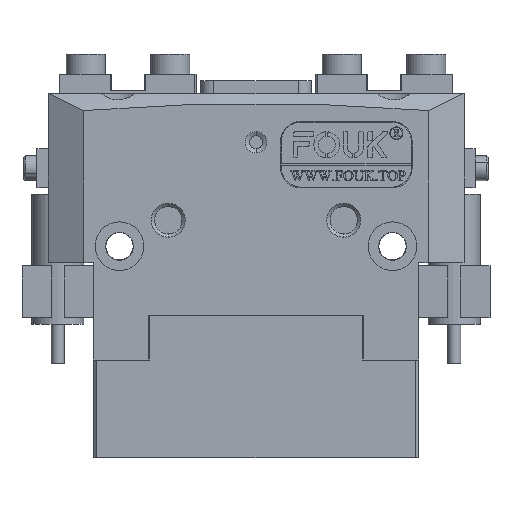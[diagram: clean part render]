
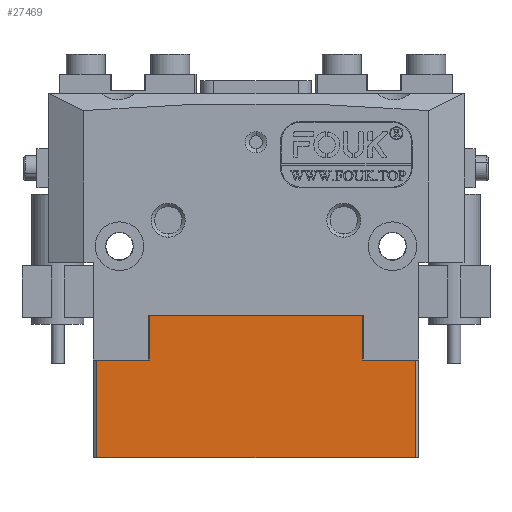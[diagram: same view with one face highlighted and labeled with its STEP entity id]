
A CAD part, front view. The second image highlights one B-rep face of the part: STEP entity #27469.
In plain terms, the highlighted planar face has unit normal (0, -1, 0).
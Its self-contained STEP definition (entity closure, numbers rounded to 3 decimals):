
#138 = VECTOR ( 'NONE', #34631, 1000. ) ;
#657 = VERTEX_POINT ( 'NONE', #4766 ) ;
#984 = VERTEX_POINT ( 'NONE', #8380 ) ;
#1011 = ORIENTED_EDGE ( 'NONE', *, *, #6212, .T. ) ;
#1335 = CARTESIAN_POINT ( 'NONE',  ( -29.534, -15.445, 51.206 ) ) ;
#1944 = VECTOR ( 'NONE', #7420, 1000. ) ;
#2185 = DIRECTION ( 'NONE',  ( 1., 0., 0. ) ) ;
#2348 = ORIENTED_EDGE ( 'NONE', *, *, #22341, .T. ) ;
#3784 = DIRECTION ( 'NONE',  ( 0., 0., 1. ) ) ;
#4472 = LINE ( 'NONE', #15007, #20615 ) ;
#4766 = CARTESIAN_POINT ( 'NONE',  ( -29.034, -15.445, 44.406 ) ) ;
#4925 = DIRECTION ( 'NONE',  ( 0., 0., 1. ) ) ;
#4947 = DIRECTION ( 'NONE',  ( 0., 0., -1. ) ) ;
#5199 = VERTEX_POINT ( 'NONE', #28925 ) ;
#6212 = EDGE_CURVE ( 'NONE', #5199, #11786, #12608, .T. ) ;
#6407 = ORIENTED_EDGE ( 'NONE', *, *, #19182, .F. ) ;
#7048 = ORIENTED_EDGE ( 'NONE', *, *, #21710, .T. ) ;
#7420 = DIRECTION ( 'NONE',  ( -1., 0., 0. ) ) ;
#8084 = LINE ( 'NONE', #32459, #1944 ) ;
#8380 = CARTESIAN_POINT ( 'NONE',  ( 19.966, -15.445, 29.406 ) ) ;
#8861 = CARTESIAN_POINT ( 'NONE',  ( -29.034, -15.445, 29.406 ) ) ;
#9127 = EDGE_CURVE ( 'NONE', #14487, #984, #17230, .T. ) ;
#9504 = CARTESIAN_POINT ( 'NONE',  ( 11.866, -15.445, 51.206 ) ) ;
#10074 = EDGE_CURVE ( 'NONE', #22893, #657, #8084, .T. ) ;
#10246 = DIRECTION ( 'NONE',  ( 0., 0., -1. ) ) ;
#10500 = CARTESIAN_POINT ( 'NONE',  ( 11.866, -15.445, 44.406 ) ) ;
#10982 = ORIENTED_EDGE ( 'NONE', *, *, #28491, .T. ) ;
#11786 = VERTEX_POINT ( 'NONE', #10500 ) ;
#12608 = LINE ( 'NONE', #25670, #18703 ) ;
#13475 = CARTESIAN_POINT ( 'NONE',  ( 11.866, -15.445, 24.406 ) ) ;
#14487 = VERTEX_POINT ( 'NONE', #8861 ) ;
#15007 = CARTESIAN_POINT ( 'NONE',  ( 19.966, -15.445, 44.406 ) ) ;
#15376 = CARTESIAN_POINT ( 'NONE',  ( -20.934, -15.445, 51.206 ) ) ;
#15754 = VERTEX_POINT ( 'NONE', #15376 ) ;
#16368 = ORIENTED_EDGE ( 'NONE', *, *, #9127, .T. ) ;
#16822 = FACE_OUTER_BOUND ( 'NONE', #25794, .T. ) ;
#17230 = LINE ( 'NONE', #29152, #30407 ) ;
#18647 = VECTOR ( 'NONE', #4947, 1000. ) ;
#18703 = VECTOR ( 'NONE', #25316, 1000. ) ;
#19182 = EDGE_CURVE ( 'NONE', #15754, #34379, #30430, .T. ) ;
#20615 = VECTOR ( 'NONE', #3784, 1000. ) ;
#21555 = LINE ( 'NONE', #29198, #138 ) ;
#21663 = CARTESIAN_POINT ( 'NONE',  ( -20.934, -15.445, 44.406 ) ) ;
#21710 = EDGE_CURVE ( 'NONE', #657, #14487, #21555, .T. ) ;
#22120 = VECTOR ( 'NONE', #2185, 1000. ) ;
#22341 = EDGE_CURVE ( 'NONE', #984, #5199, #4472, .T. ) ;
#22893 = VERTEX_POINT ( 'NONE', #30350 ) ;
#24753 = CARTESIAN_POINT ( 'NONE',  ( -29.534, -15.445, 24.406 ) ) ;
#25316 = DIRECTION ( 'NONE',  ( -1., 0., 0. ) ) ;
#25567 = AXIS2_PLACEMENT_3D ( 'NONE', #24753, #26972, #10246 ) ;
#25670 = CARTESIAN_POINT ( 'NONE',  ( -29.534, -15.445, 44.406 ) ) ;
#25794 = EDGE_LOOP ( 'NONE', ( #1011, #10982, #6407, #28962, #26948, #7048, #16368, #2348 ) ) ;
#25884 = EDGE_CURVE ( 'NONE', #15754, #22893, #31319, .T. ) ;
#26948 = ORIENTED_EDGE ( 'NONE', *, *, #10074, .T. ) ;
#26972 = DIRECTION ( 'NONE',  ( 0., -1., 0. ) ) ;
#27469 = ADVANCED_FACE ( 'NONE', ( #16822 ), #32590, .T. ) ;
#28491 = EDGE_CURVE ( 'NONE', #11786, #34379, #29460, .T. ) ;
#28925 = CARTESIAN_POINT ( 'NONE',  ( 19.966, -15.445, 44.406 ) ) ;
#28962 = ORIENTED_EDGE ( 'NONE', *, *, #25884, .T. ) ;
#29152 = CARTESIAN_POINT ( 'NONE',  ( -29.534, -15.445, 29.406 ) ) ;
#29198 = CARTESIAN_POINT ( 'NONE',  ( -29.034, -15.445, 24.406 ) ) ;
#29460 = LINE ( 'NONE', #13475, #32986 ) ;
#30350 = CARTESIAN_POINT ( 'NONE',  ( -20.934, -15.445, 44.406 ) ) ;
#30407 = VECTOR ( 'NONE', #34948, 1000. ) ;
#30430 = LINE ( 'NONE', #1335, #22120 ) ;
#31319 = LINE ( 'NONE', #21663, #18647 ) ;
#32459 = CARTESIAN_POINT ( 'NONE',  ( -29.534, -15.445, 44.406 ) ) ;
#32590 = PLANE ( 'NONE',  #25567 ) ;
#32986 = VECTOR ( 'NONE', #4925, 1000. ) ;
#34379 = VERTEX_POINT ( 'NONE', #9504 ) ;
#34631 = DIRECTION ( 'NONE',  ( 0., 0., -1. ) ) ;
#34948 = DIRECTION ( 'NONE',  ( 1., 0., 0. ) ) ;
